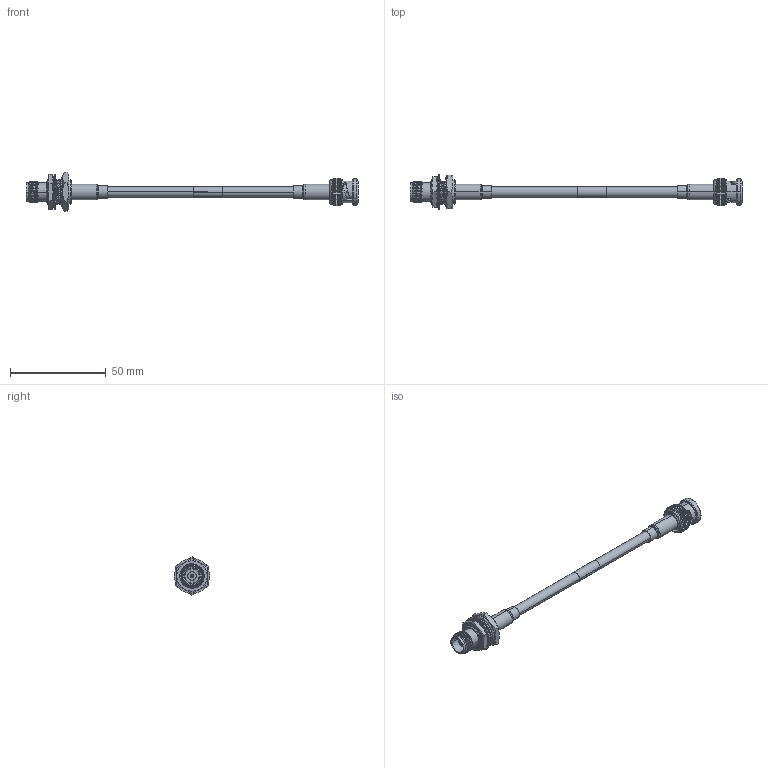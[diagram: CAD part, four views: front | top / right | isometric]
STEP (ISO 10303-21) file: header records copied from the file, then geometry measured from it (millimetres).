
FILE_DESCRIPTION (( 'STEP AP203' ), '1' );
FILE_NAME ('FMCA2685.STEP', '2022-03-09T16:24:35', ( '' ), ( '' ), 'SwSTEP 2.0', 'SolidWorks 2021', '' );
FILE_SCHEMA (( 'CONFIG_CONTROL_DESIGN' ));
Length unit declared in the file: millimetre
Products named in the file (7): FMCN1761; FMCA2685; RG223_with label; FMCN1761_FERRULE; CA-240-MA1_.75" Long; FMCN1567
Assembly tree (7 placements, depth 3):
  FMCA2685
    RG223_with label
    FMCN1567
    FMCN1761
      FMCN1761
      FMCN1761_FERRULE
    CA-240-MA1_.75" Long  x2
Bounding box: 173.1 x 18.34 x 20.21 mm (x, y, z)
Volume: 7653.4 mm3; surface area: 11120 mm2
Topology: 11 solids, 12 shells, 805 faces, 1971 edges, 1208 vertices
Faces by surface type: plane 255, cylinder 230, cone 211, bspline 87, torus 22
Entity records: 38752 total; most frequent: CARTESIAN_POINT 20824, ORIENTED_EDGE 3854, DIRECTION 3289, EDGE_CURVE 1927, AXIS2_PLACEMENT_3D 1332, VERTEX_POINT 1184, EDGE_LOOP 819, FACE_OUTER_BOUND 783
